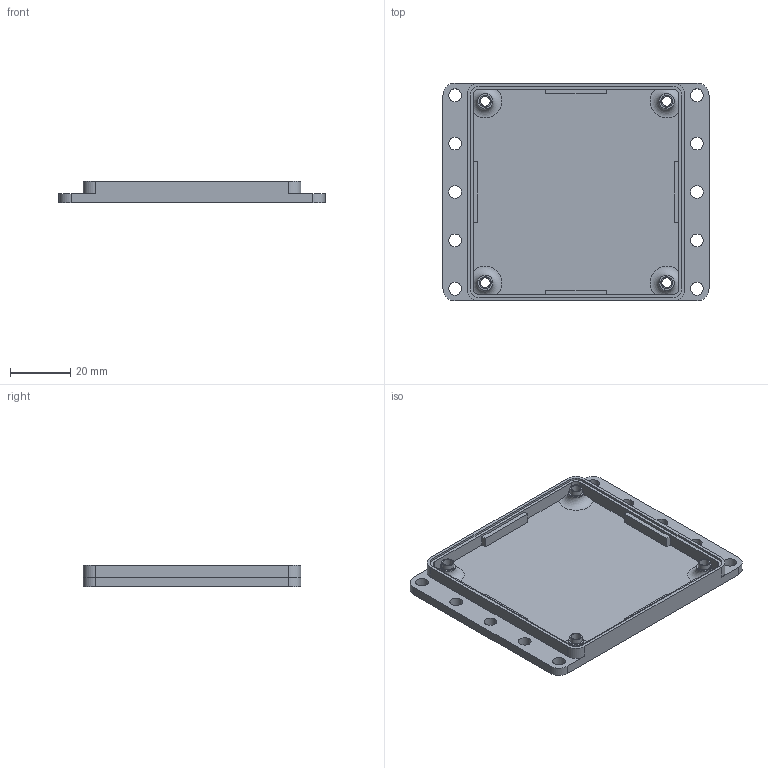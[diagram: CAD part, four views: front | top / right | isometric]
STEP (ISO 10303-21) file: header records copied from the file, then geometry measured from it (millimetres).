
FILE_DESCRIPTION(/* description */ (''),/* implementation_level */ '2;1');
FILE_NAME(/* name */ 'USBMCON - USBSCON Base Housing.stp',/* time_stamp */ '2014-11-02T15:56:24-05:00',/* author */ ('Justin'),/* organization */ (''),/* preprocessor_version */ 'ST-DEVELOPER v15.6',/* originating_system */ 'Autodesk Inventor 2015',/* authorisation */ '');
FILE_SCHEMA (('CONFIG_CONTROL_DESIGN'));
Length unit declared in the file: millimetre
Products named in the file (1): USBMCON Base Housing
Bounding box: 88 x 72 x 7 mm (x, y, z)
Volume: 15854.1 mm3; surface area: 16686.7 mm2
Topology: 1 solids, 1 shells, 99 faces, 272 edges, 182 vertices
Faces by surface type: plane 49, cylinder 42, torus 8
Full cylindrical faces by diameter (mm): 3.2 x4, 4 x4, 4.2 x10, 5 x4
Entity records: 3174 total; most frequent: CARTESIAN_POINT 720, DIRECTION 504, ORIENTED_EDGE 456, EDGE_CURVE 228, AXIS2_PLACEMENT_3D 188, VERTEX_POINT 168, EDGE_LOOP 164, LINE 128
